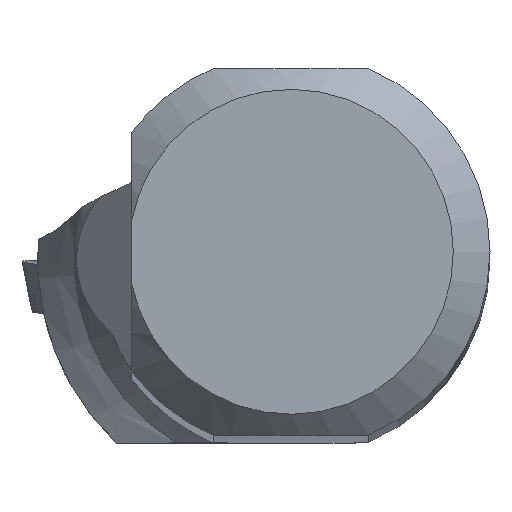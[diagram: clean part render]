
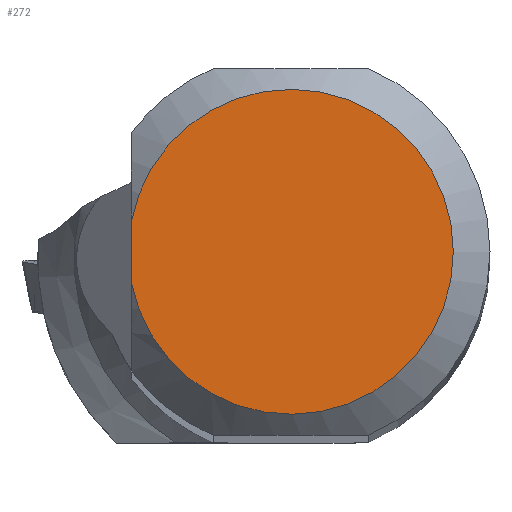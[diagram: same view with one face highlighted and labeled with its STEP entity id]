
A CAD part, top view. The second image highlights one B-rep face of the part: STEP entity #272.
In plain terms, the highlighted planar face has unit normal (0, 0, 1).
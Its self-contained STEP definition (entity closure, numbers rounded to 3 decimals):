
#232=CIRCLE('',#1349,10.191);
#272=ADVANCED_FACE('',(#370),#326,.F.);
#326=PLANE('',#1350);
#370=FACE_OUTER_BOUND('',#436,.T.);
#436=EDGE_LOOP('',(#612,#613));
#612=ORIENTED_EDGE('',*,*,#1035,.T.);
#613=ORIENTED_EDGE('',*,*,#1036,.T.);
#898=VERTEX_POINT('',#2056);
#899=VERTEX_POINT('',#2057);
#1035=EDGE_CURVE('',#898,#899,#1167,.T.);
#1036=EDGE_CURVE('',#899,#898,#232,.T.);
#1167=LINE('',#2055,#1254);
#1254=VECTOR('',#1557,1.);
#1349=AXIS2_PLACEMENT_3D('',#2058,#1558,#1559);
#1350=AXIS2_PLACEMENT_3D('',#2059,#1560,#1561);
#1557=DIRECTION('',(0.,-1.,0.));
#1558=DIRECTION('',(0.,0.,1.));
#1559=DIRECTION('',(0.,1.,0.));
#1560=DIRECTION('',(0.,0.,-1.));
#1561=DIRECTION('',(0.,1.,0.));
#2055=CARTESIAN_POINT('',(-10.009,11.5,0.));
#2056=CARTESIAN_POINT('',(-10.009,1.92,0.));
#2057=CARTESIAN_POINT('',(-10.009,-1.92,0.));
#2058=CARTESIAN_POINT('',(0.,0.,
0.));
#2059=CARTESIAN_POINT('',(0.,0.,
0.));
